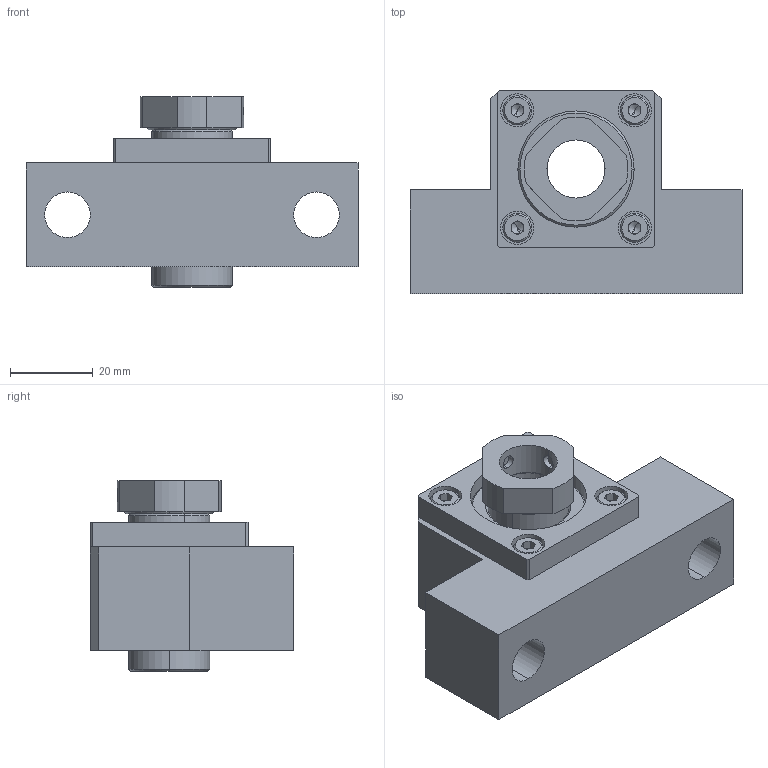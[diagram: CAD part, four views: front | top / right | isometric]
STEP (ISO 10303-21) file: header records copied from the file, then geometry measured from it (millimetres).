
FILE_DESCRIPTION (( 'STEP AP203' ), '1' );
FILE_NAME ('EK15.STEP', '2014-11-13T06:33:13', ( 'woni' ), ( '' ), 'SwSTEP 2.0', 'SolidWorks 2013', '' );
FILE_SCHEMA (( 'CONFIG_CONTROL_DESIGN' ));
Length unit declared in the file: millimetre
Products named in the file (9): HSBOLT-M4x8L_SM20C^EK15; 7002A; M15 LOCK NUT; EK15; EK15 COLLAR; STSSCW-M4x0.7P-4L-endtype_F_SM20C^EK15; EK15 BLOCK; EK15 COVER; EK15 OILSEAL
Assembly tree (15 placements, depth 2):
  EK15
    EK15 BLOCK
    7002A  x2
    EK15 COLLAR  x2
    EK15 COVER
    EK15 OILSEAL  x2
    M15 LOCK NUT
    STSSCW-M4x0.7P-4L-endtype_F_SM20C^EK15  x2
    HSBOLT-M4x8L_SM20C^EK15  x4
Bounding box: 80 x 49 x 46 mm (x, y, z)
Volume: 72676.2 mm3; surface area: 33428.7 mm2
Topology: 15 solids, 15 shells, 360 faces, 795 edges, 468 vertices
Faces by surface type: plane 135, cylinder 103, cone 94, bspline 20, torus 8
Entity records: 7398 total; most frequent: CARTESIAN_POINT 1658, DIRECTION 1039, ORIENTED_EDGE 886, EDGE_CURVE 443, AXIS2_PLACEMENT_3D 403, VERTEX_POINT 274, EDGE_LOOP 241, LINE 233
